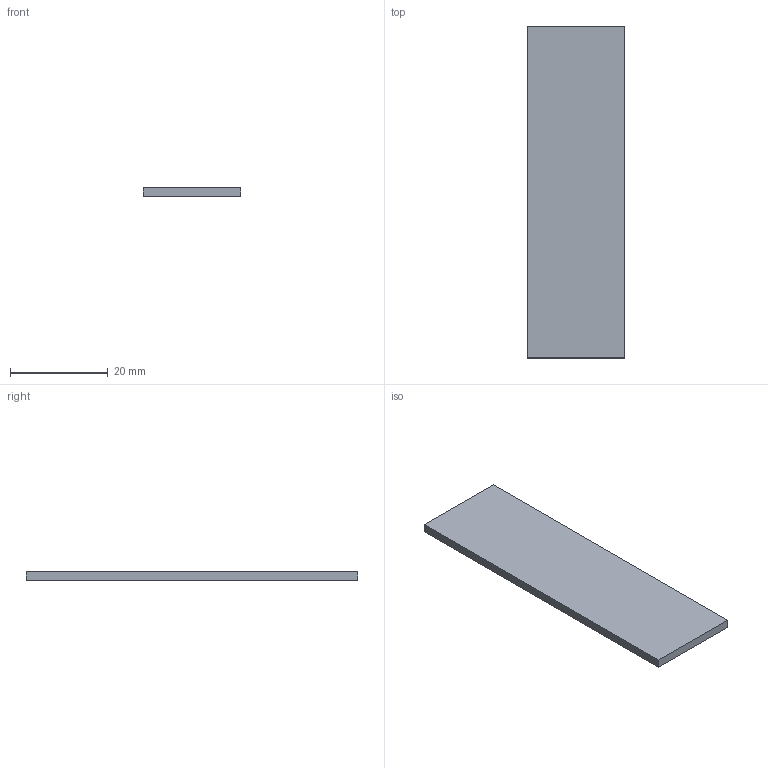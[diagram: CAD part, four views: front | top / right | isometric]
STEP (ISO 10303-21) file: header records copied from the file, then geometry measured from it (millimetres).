
FILE_DESCRIPTION(/* description */ ('VariCAD 2019-1.04 AP-214'),/* implementation_level */ '2;1');
FILE_NAME(/* name */ 'PMOD-AD5791.stp',/* time_stamp */ '2025-01-21T23:05:29-05:00',/* author */ (''),/* organization */ (''),/* preprocessor_version */ 'VariCAD 2019-1.04',/* originating_system */ 'VariCAD 2019-1.04; kernel version (20180118)',/* authorisation */ '');
FILE_SCHEMA(('AUTOMOTIVE_DESIGN'));
Length unit declared in the file: millimetre
Products named in the file (2): PMOD-AD5791
Assembly tree (1 placements, depth 2):
  PMOD-AD5791
    (unnamed)
Bounding box: 20 x 68 x 1.8 mm (x, y, z)
Volume: 2448 mm3; surface area: 3036.8 mm2
Topology: 1 solids, 1 shells, 6 faces, 12 edges, 8 vertices
Faces by surface type: plane 6
Entity records: 210 total; most frequent: DIRECTION 32, CARTESIAN_POINT 30, ORIENTED_EDGE 24, EDGE_CURVE 12, LINE 12, VECTOR 12, AXIS2_PLACEMENT_3D 10, VERTEX_POINT 8
